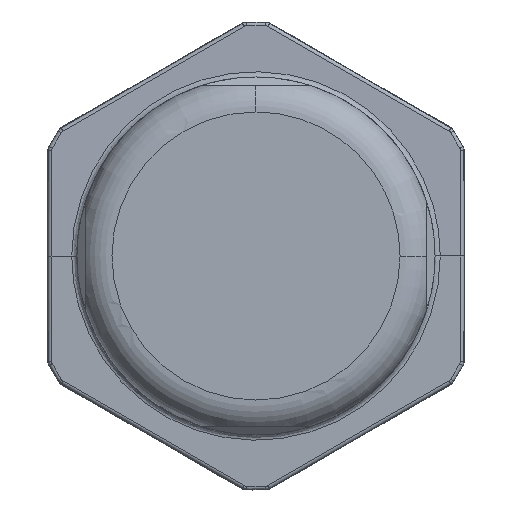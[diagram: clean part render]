
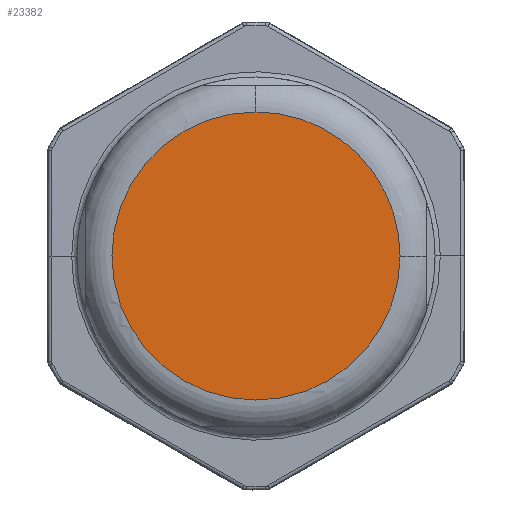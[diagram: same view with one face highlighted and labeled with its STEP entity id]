
A CAD part, front view. The second image highlights one B-rep face of the part: STEP entity #23382.
In plain terms, the highlighted planar face has unit normal (0, -1, 0).
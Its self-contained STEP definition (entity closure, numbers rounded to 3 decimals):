
#4896=CARTESIAN_POINT('',(0.,-38.55,0.));
#4897=DIRECTION('',(0.,-1.,0.));
#4898=DIRECTION('',(0.,0.,1.));
#4899=AXIS2_PLACEMENT_3D('',#4896,#4897,#4898);
#4980=CARTESIAN_POINT('',(0.,-38.55,0.));
#4981=DIRECTION('',(0.,-1.,0.));
#4982=DIRECTION('',(1.,0.,-0.005));
#4983=AXIS2_PLACEMENT_3D('',#4980,#4981,#4982);
#16227=CARTESIAN_POINT('',(0.,-38.55,8.25));
#16228=VERTEX_POINT('',#16227);
#16229=CARTESIAN_POINT('',(8.25,-38.55,
-0.044));
#16230=VERTEX_POINT('',#16229);
#23372=CARTESIAN_POINT('',(0.,-38.55,0.));
#23373=DIRECTION('',(0.,-1.,0.));
#23374=DIRECTION('',(-1.,0.,0.));
#23375=AXIS2_PLACEMENT_3D('',#23372,#23373,#23374);
#23376=PLANE('',#23375);
#23377=ORIENTED_EDGE('',*,*,#23351,.F.);
#23379=ORIENTED_EDGE('',*,*,#23378,.F.);
#23380=EDGE_LOOP('',(#23377,#23379));
#23381=FACE_OUTER_BOUND('',#23380,.F.);
#23382=ADVANCED_FACE('',(#23381),#23376,.T.);
#4900=CIRCLE('',#4899,8.25);
#4984=CIRCLE('',#4983,8.25);
#23351=EDGE_CURVE('',#16228,#16230,#4900,.T.);
#23378=EDGE_CURVE('',#16230,#16228,#4984,.T.);
